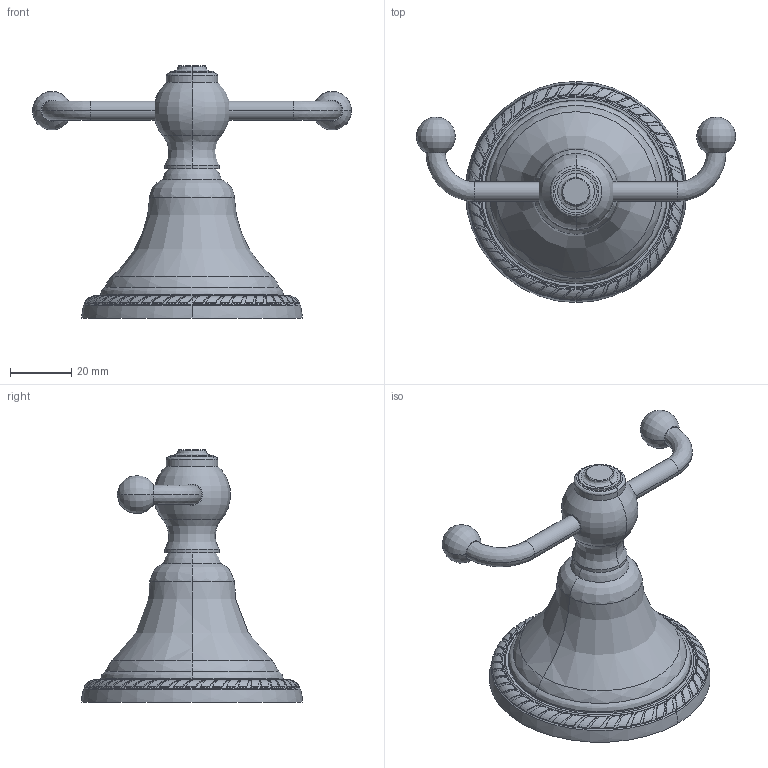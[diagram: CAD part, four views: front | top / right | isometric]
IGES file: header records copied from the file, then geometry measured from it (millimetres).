
Start section:  PTC IGES file: 15-13.igs
Global section: file name: 15-13.igs; native system: Creo Parametric by PTC Inc.; preprocessor: 2018400; author: jinson.thomas; organization: Unknown; date: 20211027.152111; units: inch
Bounding box: 104.33 x 72.26 x 82.42 mm (x, y, z)
Volume: 89857.1 mm3; surface area: 18552.3 mm2
Topology: 1 solids, 1 shells, 411 faces, 1028 edges, 674 vertices
Faces by surface type: revolution 200, bspline 111, extrusion 100
